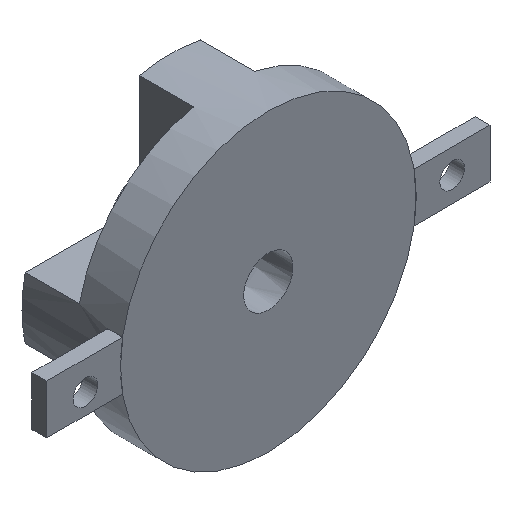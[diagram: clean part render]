
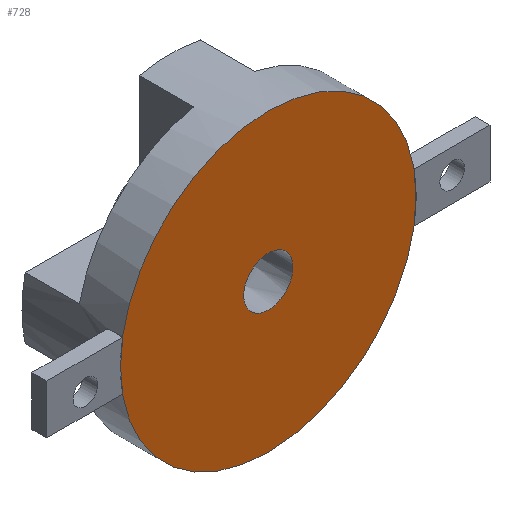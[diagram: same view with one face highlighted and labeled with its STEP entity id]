
A CAD part, isometric view. The second image highlights one B-rep face of the part: STEP entity #728.
In plain terms, the highlighted planar face has unit normal (0, -1, 0).
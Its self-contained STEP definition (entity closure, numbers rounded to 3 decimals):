
#17=B_SPLINE_CURVE_WITH_KNOTS('',3,(#1417,#1418,#1419,#1420,#1421,#1422,
#1423,#1424,#1425,#1426,#1427,#1428,#1429,#1430,#1431,#1432,#1433),
 .UNSPECIFIED.,.T.,.F.,(4,1,1,1,1,1,1,1,1,1,1,1,1,1,4),(0.,0.071,
0.143,0.214,0.286,0.357,
0.429,0.5,0.571,0.619,0.714,
0.786,0.857,0.929,1.),.UNSPECIFIED.);
#25=FACE_BOUND('',#125,.T.);
#41=PLANE('',#813);
#78=FACE_OUTER_BOUND('',#124,.T.);
#124=EDGE_LOOP('',(#618));
#125=EDGE_LOOP('',(#619));
#299=CIRCLE('',#803,30.);
#366=VERTEX_POINT('',#1322);
#374=VERTEX_POINT('',#1415);
#452=EDGE_CURVE('',#366,#366,#299,.T.);
#468=EDGE_CURVE('',#374,#374,#17,.T.);
#618=ORIENTED_EDGE('',*,*,#452,.F.);
#619=ORIENTED_EDGE('',*,*,#468,.T.);
#728=ADVANCED_FACE('',(#78,#25),#41,.F.);
#803=AXIS2_PLACEMENT_3D('',#1324,#971,#972);
#813=AXIS2_PLACEMENT_3D('',#1434,#998,#999);
#971=DIRECTION('center_axis',(0.,1.,0.));
#972=DIRECTION('ref_axis',(1.,0.,0.));
#998=DIRECTION('center_axis',(0.,1.,0.));
#999=DIRECTION('ref_axis',(1.,0.,0.));
#1322=CARTESIAN_POINT('',(-30.,10.,0.));
#1324=CARTESIAN_POINT('Origin',(0.,10.,0.));
#1415=CARTESIAN_POINT('',(-4.901,10.,-0.992));
#1417=CARTESIAN_POINT('Ctrl Pts',(-4.901,10.,-0.992));
#1418=CARTESIAN_POINT('Ctrl Pts',(-5.049,10.,-0.259));
#1419=CARTESIAN_POINT('Ctrl Pts',(-5.011,10.,1.274));
#1420=CARTESIAN_POINT('Ctrl Pts',(-3.962,10.,3.323));
#1421=CARTESIAN_POINT('Ctrl Pts',(-2.128,10.,4.712));
#1422=CARTESIAN_POINT('Ctrl Pts',(0.127,10.,5.17));
#1423=CARTESIAN_POINT('Ctrl Pts',(2.357,10.,4.601));
#1424=CARTESIAN_POINT('Ctrl Pts',(4.121,10.,3.124));
#1425=CARTESIAN_POINT('Ctrl Pts',(5.069,10.,1.026));
#1426=CARTESIAN_POINT('Ctrl Pts',(5.017,10.,-1.018));
#1427=CARTESIAN_POINT('Ctrl Pts',(4.137,10.,-3.112));
#1428=CARTESIAN_POINT('Ctrl Pts',(2.382,10.,-4.665));
#1429=CARTESIAN_POINT('Ctrl Pts',(-0.128,10.,-5.168));
#1430=CARTESIAN_POINT('Ctrl Pts',(-2.357,10.,-4.603));
#1431=CARTESIAN_POINT('Ctrl Pts',(-4.121,10.,-3.123));
#1432=CARTESIAN_POINT('Ctrl Pts',(-4.752,10.,-1.725));
#1433=CARTESIAN_POINT('Ctrl Pts',(-4.901,10.,-0.992));
#1434=CARTESIAN_POINT('Origin',(0.,10.,0.));
